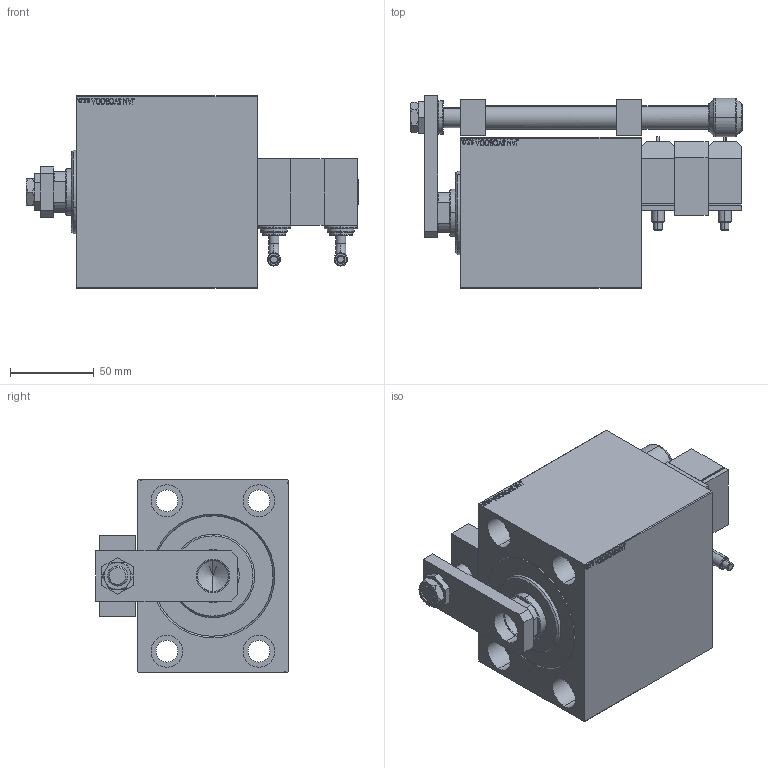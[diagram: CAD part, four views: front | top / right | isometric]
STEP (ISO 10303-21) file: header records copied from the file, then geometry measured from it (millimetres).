
FILE_DESCRIPTION (( 'STEP AP203' ), '1' );
FILE_NAME ('ebd6.STEP', '2024-02-12T13:00:57', ( '' ), ( '' ), 'SwSTEP 2.0', 'SolidWorks 2019', '' );
FILE_SCHEMA (( 'CONFIG_CONTROL_DESIGN' ));
Length unit declared in the file: millimetre
Products named in the file (13): NUT_D19_P 89a55b1fb5c552491224ae673c452820; SWITCH_P_FRONT_BACK 89a55b1fb5c552491224ae673c452820; V450CM_C_Body 89a55b1fb5c552491224ae673c452820; SWITCH DIM W_B 89a55b1fb5c552491224ae673c452820; NUT_D16 89a55b1fb5c552491224ae673c452820; ZARAZKA_P 89a55b1fb5c552491224ae673c452820; KROUZEK_PRO_TYC 89a55b1fb5c552491224ae673c452820; MIDDLE 89a55b1fb5c552491224ae673c452820; TYC_P 89a55b1fb5c552491224ae673c452820; ebd6; SWITCH P 89a55b1fb5c552491224ae673c452820; V450CM_C_VCP 89a55b1fb5c552491224ae673c452820; V450CM_VC_B 89a55b1fb5c552491224ae673c452820
Assembly tree (14 placements, depth 2):
  ebd6
    V450CM_C_Body 89a55b1fb5c552491224ae673c452820
    V450CM_C_VCP 89a55b1fb5c552491224ae673c452820
    V450CM_VC_B 89a55b1fb5c552491224ae673c452820
    SWITCH DIM W_B 89a55b1fb5c552491224ae673c452820
    SWITCH P 89a55b1fb5c552491224ae673c452820  x2
    SWITCH_P_FRONT_BACK 89a55b1fb5c552491224ae673c452820  x2
    TYC_P 89a55b1fb5c552491224ae673c452820
    ZARAZKA_P 89a55b1fb5c552491224ae673c452820
    KROUZEK_PRO_TYC 89a55b1fb5c552491224ae673c452820
    MIDDLE 89a55b1fb5c552491224ae673c452820
    NUT_D16 89a55b1fb5c552491224ae673c452820
    NUT_D19_P 89a55b1fb5c552491224ae673c452820
Bounding box: 198.5 x 115 x 115 mm (x, y, z)
Volume: 1145489.9 mm3; surface area: 189327.2 mm2
Topology: 14 solids, 14 shells, 1113 faces, 2768 edges, 1814 vertices
Faces by surface type: plane 524, bspline 384, cylinder 124, cone 49, torus 32
Entity records: 51015 total; most frequent: CARTESIAN_POINT 27196, ORIENTED_EDGE 5176, DIRECTION 3421, EDGE_CURVE 2588, VERTEX_POINT 1701, VECTOR 1487, LINE 1487, EDGE_LOOP 1189
